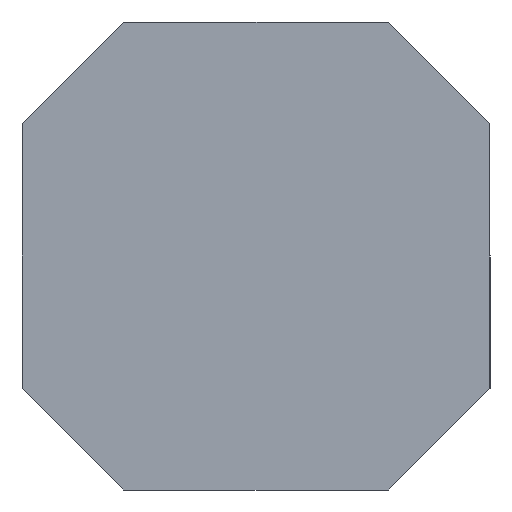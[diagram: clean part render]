
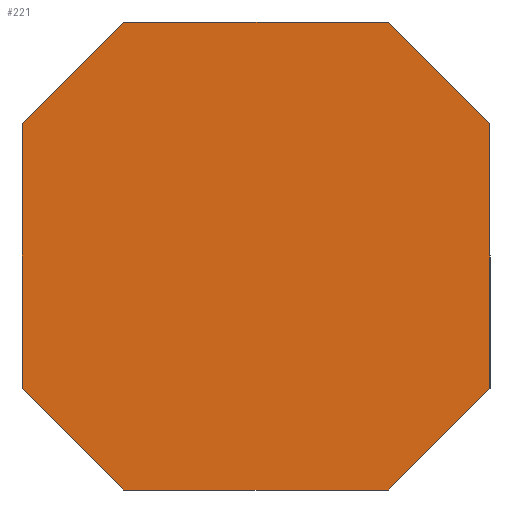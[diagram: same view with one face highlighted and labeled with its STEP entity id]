
A CAD part, front view. The second image highlights one B-rep face of the part: STEP entity #221.
In plain terms, the highlighted planar face has unit normal (0, -1, 0).
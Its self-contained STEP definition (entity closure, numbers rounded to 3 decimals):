
#2 = EDGE_CURVE ( 'NONE', #376, #129, #232, .T. ) ;
#21 = DIRECTION ( 'NONE',  ( 0., 0., 1. ) ) ;
#25 = VERTEX_POINT ( 'NONE', #305 ) ;
#28 = CARTESIAN_POINT ( 'NONE',  ( -20.731, 0., -30.393 ) ) ;
#30 = CARTESIAN_POINT ( 'NONE',  ( -10.831, 0., -12.893 ) ) ;
#33 = CARTESIAN_POINT ( 'NONE',  ( -10.831, 0., -30.393 ) ) ;
#37 = ORIENTED_EDGE ( 'NONE', *, *, #464, .T. ) ;
#49 = EDGE_CURVE ( 'NONE', #335, #25, #91, .T. ) ;
#50 = LINE ( 'NONE', #33, #194 ) ;
#52 = EDGE_CURVE ( 'NONE', #175, #132, #134, .T. ) ;
#56 = DIRECTION ( 'NONE',  ( 1., 0., 0. ) ) ;
#57 = CARTESIAN_POINT ( 'NONE',  ( -24.531, 0., -16.693 ) ) ;
#74 = ORIENTED_EDGE ( 'NONE', *, *, #2, .F. ) ;
#85 = ORIENTED_EDGE ( 'NONE', *, *, #337, .T. ) ;
#90 = AXIS2_PLACEMENT_3D ( 'NONE', #358, #403, #240 ) ;
#91 = LINE ( 'NONE', #523, #362 ) ;
#92 = ORIENTED_EDGE ( 'NONE', *, *, #99, .T. ) ;
#93 = CARTESIAN_POINT ( 'NONE',  ( -24.531, 0., -26.593 ) ) ;
#99 = EDGE_CURVE ( 'NONE', #454, #129, #291, .T. ) ;
#116 = PLANE ( 'NONE',  #90 ) ;
#129 = VERTEX_POINT ( 'NONE', #57 ) ;
#132 = VERTEX_POINT ( 'NONE', #28 ) ;
#134 = LINE ( 'NONE', #475, #447 ) ;
#144 = FACE_OUTER_BOUND ( 'NONE', #229, .T. ) ;
#154 = DIRECTION ( 'NONE',  ( -1., 0., 0. ) ) ;
#157 = DIRECTION ( 'NONE',  ( -0.707, 0., -0.707 ) ) ;
#162 = VECTOR ( 'NONE', #56, 1000. ) ;
#164 = EDGE_CURVE ( 'NONE', #175, #25, #50, .T. ) ;
#172 = VERTEX_POINT ( 'NONE', #30 ) ;
#175 = VERTEX_POINT ( 'NONE', #312 ) ;
#180 = VECTOR ( 'NONE', #426, 1000. ) ;
#189 = CARTESIAN_POINT ( 'NONE',  ( -20.731, 0., -12.893 ) ) ;
#191 = ORIENTED_EDGE ( 'NONE', *, *, #52, .F. ) ;
#193 = DIRECTION ( 'NONE',  ( 0., 0., -1. ) ) ;
#194 = VECTOR ( 'NONE', #470, 1000. ) ;
#217 = VECTOR ( 'NONE', #157, 1000. ) ;
#221 = ADVANCED_FACE ( 'NONE', ( #144 ), #116, .F. ) ;
#229 = EDGE_LOOP ( 'NONE', ( #74, #85, #191, #487, #279, #37, #249, #92 ) ) ;
#232 = LINE ( 'NONE', #431, #397 ) ;
#236 = CARTESIAN_POINT ( 'NONE',  ( -20.731, 0., -12.893 ) ) ;
#240 = DIRECTION ( 'NONE',  ( 0., 0., 1. ) ) ;
#249 = ORIENTED_EDGE ( 'NONE', *, *, #416, .F. ) ;
#271 = CARTESIAN_POINT ( 'NONE',  ( -7.031, 0., -16.693 ) ) ;
#279 = ORIENTED_EDGE ( 'NONE', *, *, #49, .F. ) ;
#290 = LINE ( 'NONE', #297, #162 ) ;
#291 = LINE ( 'NONE', #189, #217 ) ;
#297 = CARTESIAN_POINT ( 'NONE',  ( -7.031, 0., -12.893 ) ) ;
#305 = CARTESIAN_POINT ( 'NONE',  ( -7.031, 0., -26.593 ) ) ;
#312 = CARTESIAN_POINT ( 'NONE',  ( -10.831, 0., -30.393 ) ) ;
#321 = LINE ( 'NONE', #271, #180 ) ;
#335 = VERTEX_POINT ( 'NONE', #427 ) ;
#337 = EDGE_CURVE ( 'NONE', #376, #132, #467, .T. ) ;
#358 = CARTESIAN_POINT ( 'NONE',  ( 0., 0., 0. ) ) ;
#362 = VECTOR ( 'NONE', #193, 1000. ) ;
#376 = VERTEX_POINT ( 'NONE', #93 ) ;
#397 = VECTOR ( 'NONE', #21, 1000. ) ;
#403 = DIRECTION ( 'NONE',  ( 0., 1., 0. ) ) ;
#416 = EDGE_CURVE ( 'NONE', #454, #172, #290, .T. ) ;
#426 = DIRECTION ( 'NONE',  ( -0.707, 0., 0.707 ) ) ;
#427 = CARTESIAN_POINT ( 'NONE',  ( -7.031, 0., -16.693 ) ) ;
#431 = CARTESIAN_POINT ( 'NONE',  ( -24.531, 0., -12.893 ) ) ;
#447 = VECTOR ( 'NONE', #154, 1000. ) ;
#454 = VERTEX_POINT ( 'NONE', #236 ) ;
#461 = CARTESIAN_POINT ( 'NONE',  ( -24.531, 0., -26.593 ) ) ;
#464 = EDGE_CURVE ( 'NONE', #335, #172, #321, .T. ) ;
#467 = LINE ( 'NONE', #461, #499 ) ;
#470 = DIRECTION ( 'NONE',  ( 0.707, 0., 0.707 ) ) ;
#475 = CARTESIAN_POINT ( 'NONE',  ( -7.031, 0., -30.393 ) ) ;
#479 = DIRECTION ( 'NONE',  ( 0.707, 0., -0.707 ) ) ;
#487 = ORIENTED_EDGE ( 'NONE', *, *, #164, .T. ) ;
#499 = VECTOR ( 'NONE', #479, 1000. ) ;
#523 = CARTESIAN_POINT ( 'NONE',  ( -7.031, 0., -12.893 ) ) ;
